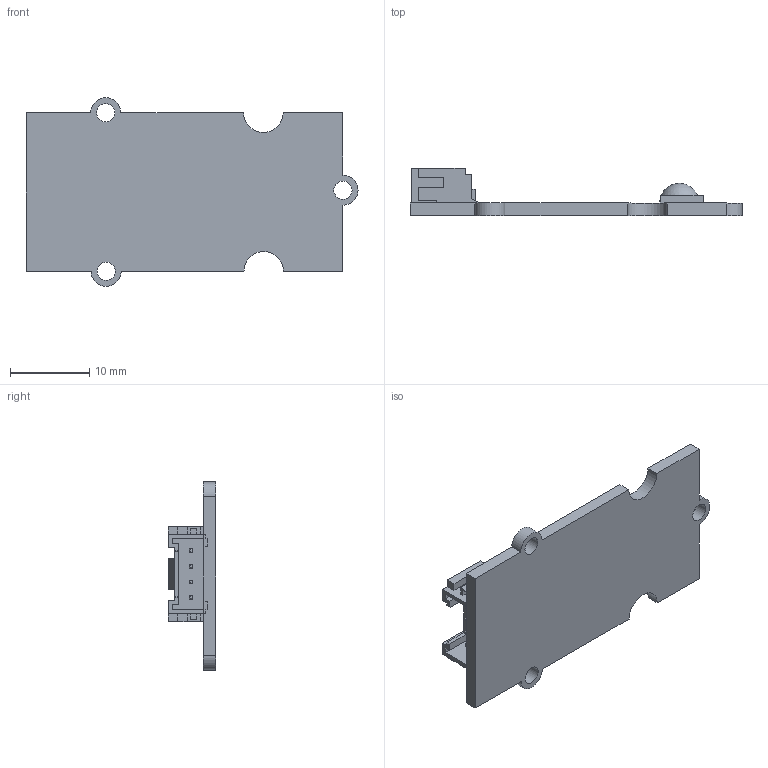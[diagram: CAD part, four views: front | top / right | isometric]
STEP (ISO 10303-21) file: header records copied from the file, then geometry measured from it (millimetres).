
FILE_DESCRIPTION(/* description */ (''),/* implementation_level */ '2;1');
FILE_NAME(/* name */ 'Grove_AK9753 v12.step',/* time_stamp */ '2020-05-15T01:44:56+09:00',/* author */ (''),/* organization */ (''),/* preprocessor_version */ 'ST-DEVELOPER v18.1',/* originating_system */ 'Autodesk Translation Framework v9.3.0.1241',/* authorisation */ '');
FILE_SCHEMA (('AUTOMOTIVE_DESIGN { 1 0 10303 214 3 1 1 }'));
Length unit declared in the file: millimetre
Products named in the file (2): Grove_AK9753; Grove_1x4
Assembly tree (1 placements, depth 2):
  Grove_AK9753
    Grove_1x4
Bounding box: 41.9 x 6.02 x 23.8 mm (x, y, z)
Volume: 1514.9 mm3; surface area: 2455.3 mm2
Topology: 2 solids, 2 shells, 221 faces, 594 edges, 390 vertices
Faces by surface type: plane 185, cylinder 33, sphere 3
Full cylindrical faces by diameter (mm): 2.3 x3
Entity records: 7017 total; most frequent: CARTESIAN_POINT 1229, ORIENTED_EDGE 1186, DIRECTION 1113, EDGE_CURVE 593, LINE 517, VECTOR 517, VERTEX_POINT 390, AXIS2_PLACEMENT_3D 298
